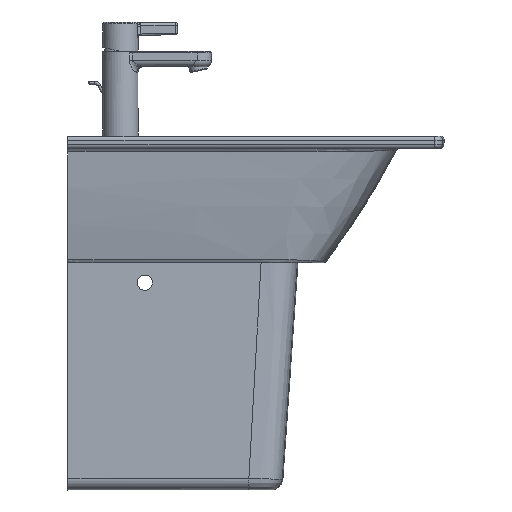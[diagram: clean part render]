
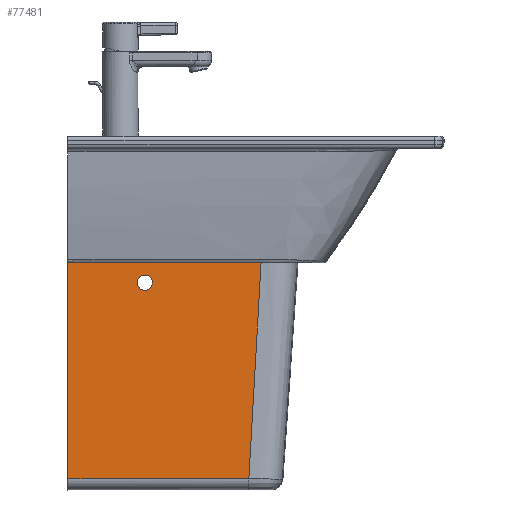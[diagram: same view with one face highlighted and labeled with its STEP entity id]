
A CAD part, front view. The second image highlights one B-rep face of the part: STEP entity #77481.
In plain terms, the highlighted planar face has unit normal (0.037, -0.999, -0.013).
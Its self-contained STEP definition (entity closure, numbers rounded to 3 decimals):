
#72048=CARTESIAN_POINT('',(235.68,-72.625,-285.196));
#72049=VERTEX_POINT('',#72048);
#72116=CARTESIAN_POINT('',(0.,-81.267,-285.196));
#72117=VERTEX_POINT('',#72116);
#72118=CARTESIAN_POINT('',(0.,-81.267,-285.196));
#72119=DIRECTION('',(0.999,0.037,0.));
#72120=VECTOR('',#72119,235.839);
#72121=LINE('',#72118,#72120);
#72122=EDGE_CURVE('',#72117,#72049,#72121,.T.);
#72216=CARTESIAN_POINT('',(251.831,-75.766,0.));
#72217=VERTEX_POINT('',#72216);
#72218=CARTESIAN_POINT('',(251.831,-75.766,0.));
#72219=DIRECTION('',(-0.057,0.011,-0.998));
#72220=VECTOR('',#72219,285.67);
#72221=LINE('',#72218,#72220);
#72222=EDGE_CURVE('',#72217,#72049,#72221,.T.);
#76013=CARTESIAN_POINT('',(0.,-85.,0.));
#76014=VERTEX_POINT('',#76013);
#76015=CARTESIAN_POINT('',(0.0,-81.267,-285.196));
#76016=DIRECTION('',(0.0,-0.013,1.));
#76017=VECTOR('',#76016,285.221);
#76018=LINE('',#76015,#76017);
#76019=EDGE_CURVE('',#72117,#76014,#76018,.T.);
#76045=CARTESIAN_POINT('',(251.831,-75.766,0.0));
#76046=DIRECTION('',(-0.999,-0.037,0.0));
#76047=VECTOR('',#76046,252.);
#76048=LINE('',#76045,#76047);
#76049=EDGE_CURVE('',#72217,#76014,#76048,.T.);
#77459=CARTESIAN_POINT('',(117.142,-78.741,-150.));
#77460=DIRECTION('',(0.037,-0.999,-0.013));
#77461=DIRECTION('',(0.0,0.013,-1.));
#77462=AXIS2_PLACEMENT_3D('',#77459,#77460,#77461);
#77463=PLANE('',#77462);
#77464=ORIENTED_EDGE('',*,*,#76019,.F.);
#77465=ORIENTED_EDGE('',*,*,#72122,.T.);
#77466=ORIENTED_EDGE('',*,*,#72222,.F.);
#77467=ORIENTED_EDGE('',*,*,#76049,.T.);
#77468=EDGE_LOOP('',(#77464,#77465,#77466,#77467));
#77469=FACE_OUTER_BOUND('',#77468,.T.);
#77470=CARTESIAN_POINT('',(90.0,-81.307,-30.0));
#77471=VERTEX_POINT('',#77470);
#77472=CARTESIAN_POINT('',(100.0,-80.94,-30.0));
#77473=DIRECTION('',(-0.037,0.999,0.013));
#77474=DIRECTION('',(-0.941,-0.039,0.336));
#77475=AXIS2_PLACEMENT_3D('',#77472,#77473,#77474);
#77476=ELLIPSE('',#77475,10.008,10.0);
#77477=EDGE_CURVE('',#77471,#77471,#77476,.T.);
#77478=ORIENTED_EDGE('',*,*,#77477,.T.);
#77479=EDGE_LOOP('',(#77478));
#77480=FACE_BOUND('',#77479,.T.);
#77481=ADVANCED_FACE('',(#77469,#77480),#77463,.T.);
